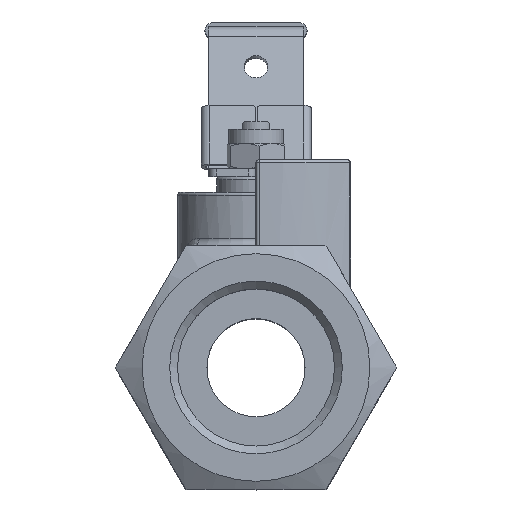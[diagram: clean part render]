
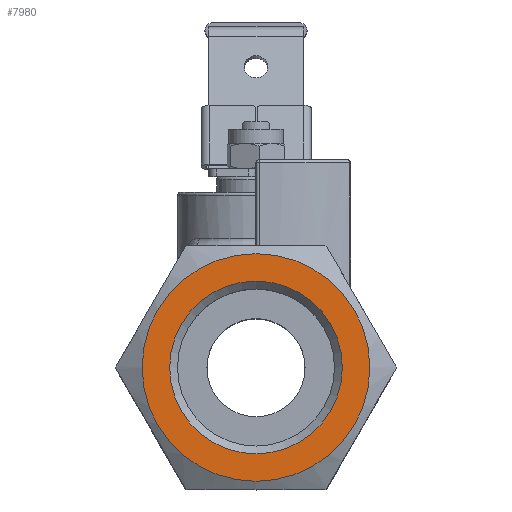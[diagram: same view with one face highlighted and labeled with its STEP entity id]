
A CAD part, top view. The second image highlights one B-rep face of the part: STEP entity #7980.
In plain terms, the highlighted planar face has unit normal (0, 0, 1).
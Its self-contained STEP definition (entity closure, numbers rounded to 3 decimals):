
#201=PLANE('',#8663);
#366=FACE_BOUND('',#1148,.T.);
#696=FACE_OUTER_BOUND('',#1147,.T.);
#1147=EDGE_LOOP('',(#6037));
#1148=EDGE_LOOP('',(#6038));
#1457=CIRCLE('',#8438,14.5);
#1544=CIRCLE('',#8662,11.);
#3251=VERTEX_POINT('',#11623);
#3456=VERTEX_POINT('',#13843);
#4024=EDGE_CURVE('',#3251,#3251,#1457,.T.);
#4395=EDGE_CURVE('',#3456,#3456,#1544,.T.);
#6037=ORIENTED_EDGE('',*,*,#4024,.T.);
#6038=ORIENTED_EDGE('',*,*,#4395,.F.);
#7980=ADVANCED_FACE('',(#696,#366),#201,.T.);
#8438=AXIS2_PLACEMENT_3D('',#11624,#9160,#9161);
#8662=AXIS2_PLACEMENT_3D('',#13844,#9758,#9759);
#8663=AXIS2_PLACEMENT_3D('',#13846,#9761,#9762);
#9160=DIRECTION('center_axis',(0.,0.,1.));
#9161=DIRECTION('ref_axis',(0.,1.,0.));
#9758=DIRECTION('center_axis',(0.,0.,1.));
#9759=DIRECTION('ref_axis',(-1.,0.,0.));
#9761=DIRECTION('center_axis',(0.,0.,1.));
#9762=DIRECTION('ref_axis',(1.,0.,0.));
#11623=CARTESIAN_POINT('',(0.,-14.5,29.5));
#11624=CARTESIAN_POINT('Origin',(0.,0.,29.5));
#13843=CARTESIAN_POINT('',(11.,0.,29.5));
#13844=CARTESIAN_POINT('Origin',(0.,0.,29.5));
#13846=CARTESIAN_POINT('Origin',(0.,0.,29.5));
